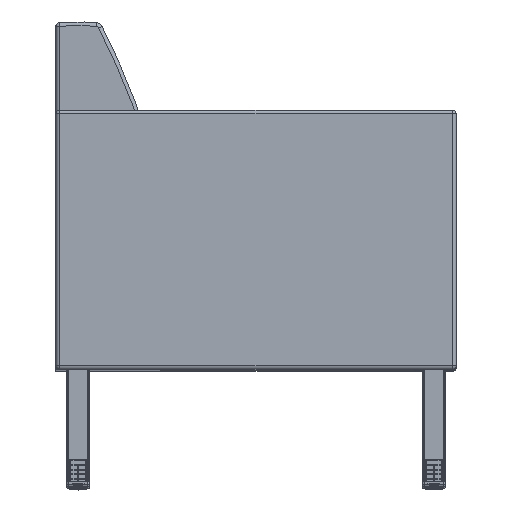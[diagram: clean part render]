
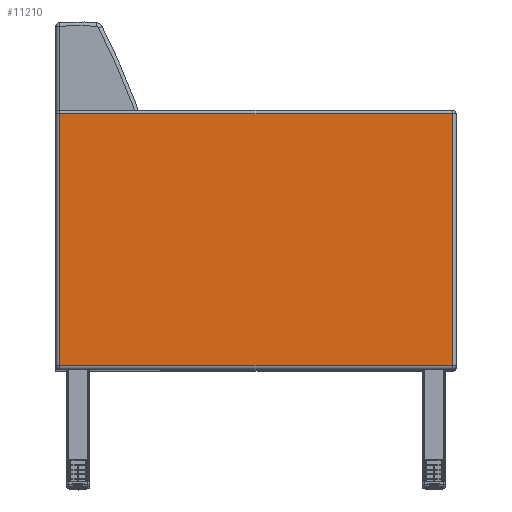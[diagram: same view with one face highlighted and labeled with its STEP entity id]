
A CAD part, top view. The second image highlights one B-rep face of the part: STEP entity #11210.
In plain terms, the highlighted planar face has unit normal (0, 0, 1).
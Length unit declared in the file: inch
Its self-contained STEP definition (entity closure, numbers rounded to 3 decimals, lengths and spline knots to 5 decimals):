
#1037=PLANE('',#12064);
#1259=LINE('',#16699,#1912);
#1261=LINE('',#16702,#1914);
#1271=LINE('',#16717,#1924);
#1273=LINE('',#16720,#1926);
#1912=VECTOR('',#13417,26.5);
#1914=VECTOR('',#13421,17.);
#1924=VECTOR('',#13441,17.);
#1926=VECTOR('',#13445,26.5);
#2824=FACE_OUTER_BOUND('',#3645,.T.);
#3645=EDGE_LOOP('',(#7831,#7832,#7833,#7834));
#5097=VERTEX_POINT('',#16635);
#5103=VERTEX_POINT('',#16649);
#5106=VERTEX_POINT('',#16656);
#5115=VERTEX_POINT('',#16677);
#6070=EDGE_CURVE('',#5106,#5115,#1259,.T.);
#6072=EDGE_CURVE('',#5115,#5103,#1261,.T.);
#6082=EDGE_CURVE('',#5097,#5106,#1271,.T.);
#6084=EDGE_CURVE('',#5103,#5097,#1273,.T.);
#7831=ORIENTED_EDGE('',*,*,#6070,.F.);
#7832=ORIENTED_EDGE('',*,*,#6082,.F.);
#7833=ORIENTED_EDGE('',*,*,#6084,.F.);
#7834=ORIENTED_EDGE('',*,*,#6072,.F.);
#11210=ADVANCED_FACE('',(#2824),#1037,.T.);
#12064=AXIS2_PLACEMENT_3D('',#16728,#13457,#13458);
#13417=DIRECTION('',(1.,0.,0.));
#13421=DIRECTION('',(0.,-1.,0.));
#13441=DIRECTION('',(0.,1.,0.));
#13445=DIRECTION('',(-1.,0.,0.));
#13457=DIRECTION('center_axis',(0.,0.,1.));
#13458=DIRECTION('ref_axis',(1.,0.,0.));
#16635=CARTESIAN_POINT('',(0.25,-17.25,3.5));
#16649=CARTESIAN_POINT('',(26.75,-17.25,3.5));
#16656=CARTESIAN_POINT('',(0.25,-0.25,3.5));
#16677=CARTESIAN_POINT('',(26.75,-0.25,3.5));
#16699=CARTESIAN_POINT('',(20.25,-0.25,3.5));
#16702=CARTESIAN_POINT('',(26.75,-13.125,3.5));
#16717=CARTESIAN_POINT('',(0.25,-4.375,3.5));
#16720=CARTESIAN_POINT('',(6.75,-17.25,3.5));
#16728=CARTESIAN_POINT('Origin',(13.5,-8.75,3.5));
